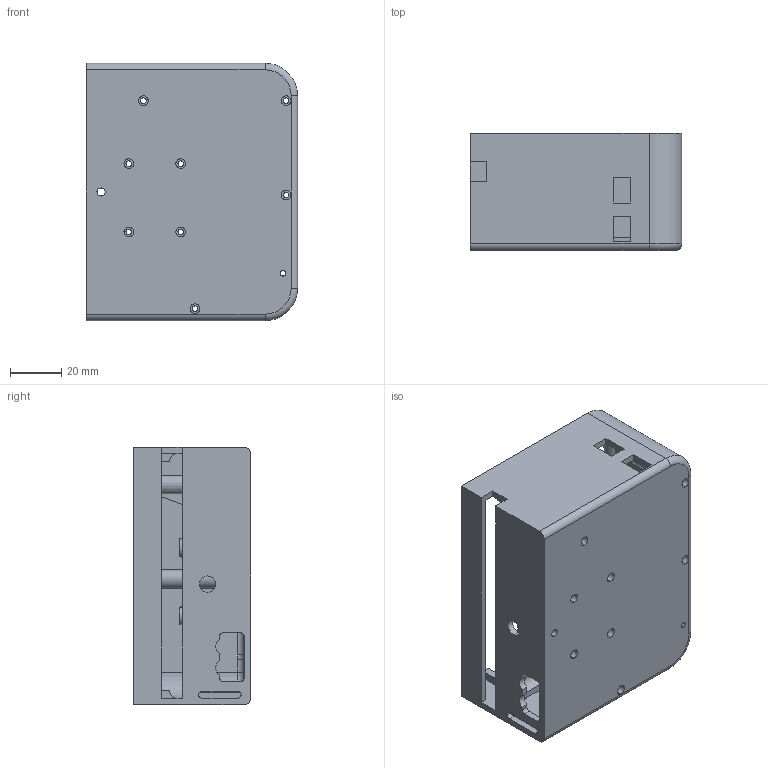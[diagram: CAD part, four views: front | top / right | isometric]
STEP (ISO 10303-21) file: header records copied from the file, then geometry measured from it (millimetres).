
FILE_DESCRIPTION (( 'STEP AP203' ), '1' );
FILE_NAME ('G0003_gamepad_left_bottom.step', '2019-10-07T21:28:26', ( '' ), ( '' ), 'SwSTEP 2.0', 'SolidWorks 2017', '' );
FILE_SCHEMA (( 'CONFIG_CONTROL_DESIGN' ));
Length unit declared in the file: inch
Products named in the file (1): G0003_gamepad_left_bottom
Bounding box: 82.55 x 45.85 x 100.58 mm (x, y, z)
Volume: 66522.9 mm3; surface area: 56860.5 mm2
Topology: 1 solids, 1 shells, 243 faces, 670 edges, 439 vertices
Faces by surface type: plane 136, cylinder 100, torus 6, bspline 1
Entity records: 8006 total; most frequent: CARTESIAN_POINT 1515, DIRECTION 1342, ORIENTED_EDGE 1340, EDGE_CURVE 670, LINE 450, VECTOR 450, AXIS2_PLACEMENT_3D 446, VERTEX_POINT 439
